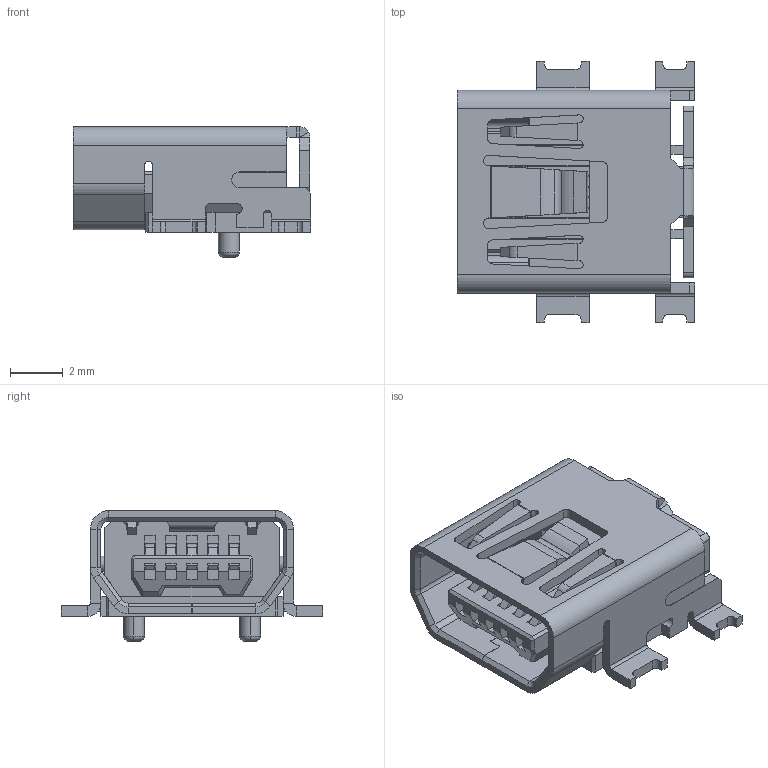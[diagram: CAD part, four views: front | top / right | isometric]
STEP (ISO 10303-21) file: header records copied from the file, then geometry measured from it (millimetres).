
FILE_DESCRIPTION(('FreeCAD Model'),'2;1');
FILE_NAME('mini_usb_B.step','2016-10-12T17:40:02',( 'Author'),(''),'Open CASCADE STEP processor 6.8','FreeCAD','Unknown' );
FILE_SCHEMA(('AUTOMOTIVE_DESIGN_CC2 { 1 2 10303 214 -1 1 5 4 }'));
Length unit declared in the file: millimetre
Products named in the file (2): ASSEMBLY; mini_usb_B
Assembly tree (1 placements, depth 2):
  ASSEMBLY
    mini_usb_B
Bounding box: 9 x 9.9 x 4.95 mm (x, y, z)
Volume: 154.6 mm3; surface area: 673.7 mm2
Topology: 1 solids, 1 shells, 583 faces, 1678 edges, 1056 vertices
Faces by surface type: plane 411, cylinder 144, bspline 18, cone 6, revolution 4
Entity records: 59169 total; most frequent: CARTESIAN_POINT 23029, DIRECTION 5554, LINE 3772, VECTOR 3772, ORIENTED_EDGE 3356, PCURVE 3356, DEFINITIONAL_REPRESENTATION 3356, EDGE_CURVE 1678
